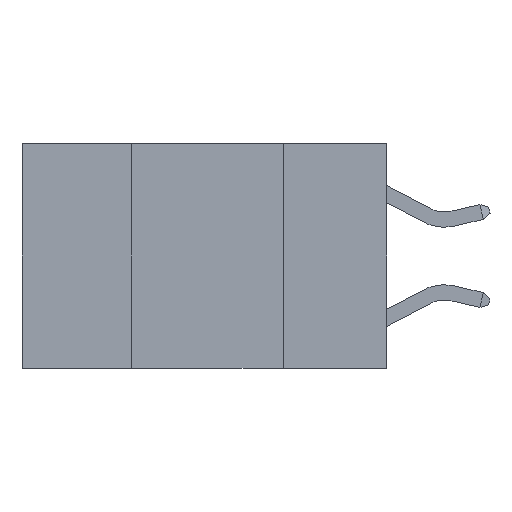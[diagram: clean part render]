
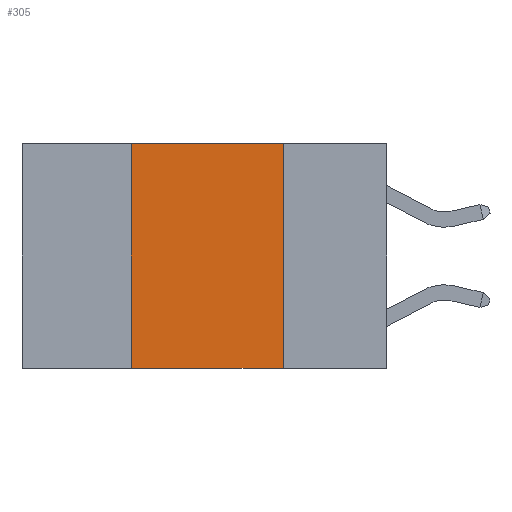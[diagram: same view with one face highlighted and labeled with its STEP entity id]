
A CAD part, left-side view. The second image highlights one B-rep face of the part: STEP entity #305.
In plain terms, the highlighted planar face has unit normal (-1, 0, 0).
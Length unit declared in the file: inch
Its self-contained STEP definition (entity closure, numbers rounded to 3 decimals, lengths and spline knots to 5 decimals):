
#305 = ADVANCED_FACE ( 'NONE', ( #10087 ), #4775, .F. ) ;
#1201 = CARTESIAN_POINT ( 'NONE',  ( 0., 0.42, 0. ) ) ;
#1302 = CARTESIAN_POINT ( 'NONE',  ( 0., 0.6, 0. ) ) ;
#1360 = EDGE_LOOP ( 'NONE', ( #6241, #3937, #11000, #1956 ) ) ;
#1400 = DIRECTION ( 'NONE',  ( 0., -1., 0. ) ) ;
#1478 = VERTEX_POINT ( 'NONE', #16448 ) ;
#1756 = VECTOR ( 'NONE', #2526, 39.37008 ) ;
#1956 = ORIENTED_EDGE ( 'NONE', *, *, #14728, .T. ) ;
#2299 = VERTEX_POINT ( 'NONE', #9538 ) ;
#2526 = DIRECTION ( 'NONE',  ( 0., 0., 1. ) ) ;
#2581 = LINE ( 'NONE', #5228, #9418 ) ;
#3937 = ORIENTED_EDGE ( 'NONE', *, *, #13279, .F. ) ;
#4775 = PLANE ( 'NONE',  #9866 ) ;
#5228 = CARTESIAN_POINT ( 'NONE',  ( 0., 0.6, -0.37 ) ) ;
#5960 = LINE ( 'NONE', #1302, #15790 ) ;
#6056 = DIRECTION ( 'NONE',  ( 1., 0., 0. ) ) ;
#6241 = ORIENTED_EDGE ( 'NONE', *, *, #16341, .F. ) ;
#7537 = VERTEX_POINT ( 'NONE', #8561 ) ;
#8561 = CARTESIAN_POINT ( 'NONE',  ( 0., 0.17, 0. ) ) ;
#8663 = CARTESIAN_POINT ( 'NONE',  ( 0., 0.17, 0. ) ) ;
#8982 = VECTOR ( 'NONE', #16261, 39.37008 ) ;
#9418 = VECTOR ( 'NONE', #1400, 39.37008 ) ;
#9538 = CARTESIAN_POINT ( 'NONE',  ( 0., 0.42, 0. ) ) ;
#9866 = AXIS2_PLACEMENT_3D ( 'NONE', #13829, #6056, #15077 ) ;
#10087 = FACE_OUTER_BOUND ( 'NONE', #1360, .T. ) ;
#11000 = ORIENTED_EDGE ( 'NONE', *, *, #15539, .F. ) ;
#11202 = CARTESIAN_POINT ( 'NONE',  ( 0., 0.42, -0.37 ) ) ;
#12483 = LINE ( 'NONE', #1201, #1756 ) ;
#13279 = EDGE_CURVE ( 'NONE', #2299, #7537, #5960, .T. ) ;
#13829 = CARTESIAN_POINT ( 'NONE',  ( 0., 0.6, 0. ) ) ;
#14169 = DIRECTION ( 'NONE',  ( 0., -1., 0. ) ) ;
#14728 = EDGE_CURVE ( 'NONE', #15298, #1478, #2581, .T. ) ;
#15077 = DIRECTION ( 'NONE',  ( 0., 0., -1. ) ) ;
#15298 = VERTEX_POINT ( 'NONE', #11202 ) ;
#15351 = LINE ( 'NONE', #8663, #8982 ) ;
#15539 = EDGE_CURVE ( 'NONE', #15298, #2299, #12483, .T. ) ;
#15790 = VECTOR ( 'NONE', #14169, 39.37008 ) ;
#16261 = DIRECTION ( 'NONE',  ( 0., 0., -1. ) ) ;
#16341 = EDGE_CURVE ( 'NONE', #7537, #1478, #15351, .T. ) ;
#16448 = CARTESIAN_POINT ( 'NONE',  ( 0., 0.17, -0.37 ) ) ;
